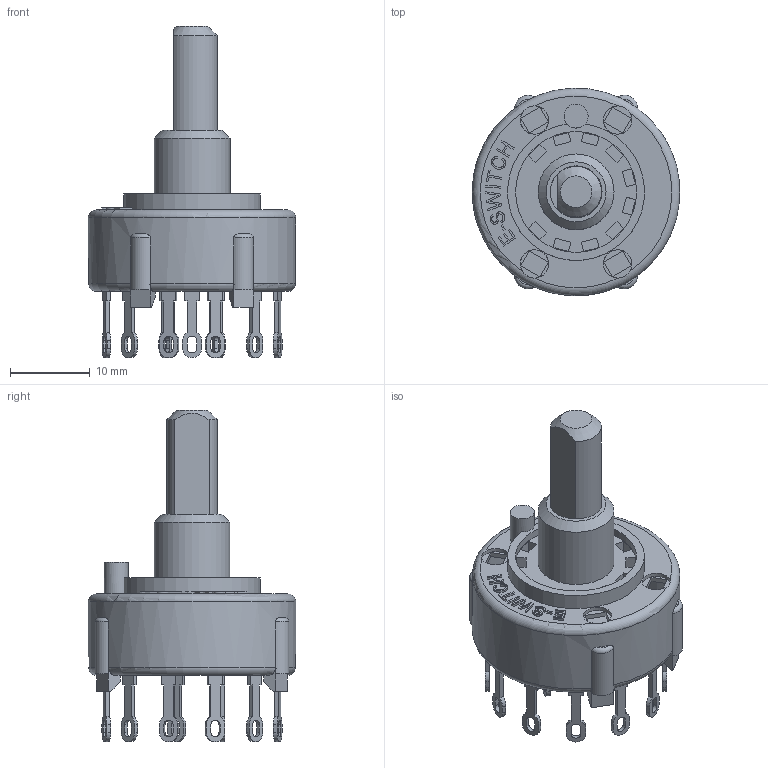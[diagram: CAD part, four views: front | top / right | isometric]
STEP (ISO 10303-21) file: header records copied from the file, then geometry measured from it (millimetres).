
FILE_DESCRIPTION((' '),'2;1');
FILE_NAME('KC34A13.001xLx.stp.stp','2017-07-20T15:45:42',(' '),(' '),' ','ACIS',' ');
FILE_SCHEMA(('CONFIG_CONTROL_DESIGN'));
Length unit declared in the file: inch
Products named in the file (1): KC34A13.001xLx.stp.stp
Bounding box: 25.98 x 25.98 x 41.5 mm (x, y, z)
Volume: 3041.6 mm3; surface area: 5170.8 mm2
Topology: 4 solids, 4 shells, 802 faces, 2207 edges, 1411 vertices
Faces by surface type: plane 536, bspline 156, cylinder 95, torus 13, cone 2
Full cylindrical faces by diameter (mm): 3 x1, 3.55 x4, 6.5 x1, 9.5 x1, 15.15 x1, 24 x1, 26 x1
Entity records: 26398 total; most frequent: CARTESIAN_POINT 6799, ORIENTED_EDGE 4370, DIRECTION 3358, EDGE_CURVE 2185, VECTOR 1636, LINE 1636, VERTEX_POINT 1402, EDGE_LOOP 943
